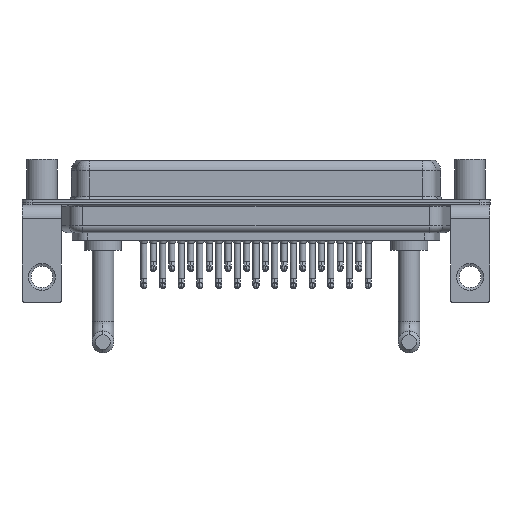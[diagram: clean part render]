
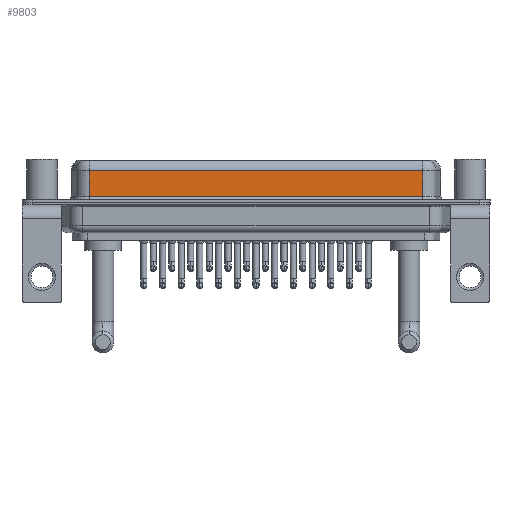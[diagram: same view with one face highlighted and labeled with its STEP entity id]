
A CAD part, front view. The second image highlights one B-rep face of the part: STEP entity #9803.
In plain terms, the highlighted planar face has unit normal (0, -1, 0).
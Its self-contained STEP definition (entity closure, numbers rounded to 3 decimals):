
#215 = LINE ( 'NONE', #12395, #27267 ) ;
#384 = VECTOR ( 'NONE', #16393, 1000. ) ;
#743 = VERTEX_POINT ( 'NONE', #21963 ) ;
#1548 = ORIENTED_EDGE ( 'NONE', *, *, #2620, .T. ) ;
#2620 = EDGE_CURVE ( 'NONE', #6750, #743, #22350, .T. ) ;
#3332 = VECTOR ( 'NONE', #22241, 1000. ) ;
#5086 = CARTESIAN_POINT ( 'NONE',  ( 56.462, -3.95, 6.4 ) ) ;
#5927 = DIRECTION ( 'NONE',  ( 0., 1., 0. ) ) ;
#6750 = VERTEX_POINT ( 'NONE', #23745 ) ;
#7641 = EDGE_LOOP ( 'NONE', ( #20107, #27004, #1548, #17771 ) ) ;
#8413 = CARTESIAN_POINT ( 'NONE',  ( 56.462, -3.95, 6.4 ) ) ;
#9803 = ADVANCED_FACE ( 'NONE', ( #16451 ), #24887, .F. ) ;
#11364 = VECTOR ( 'NONE', #13526, 1000. ) ;
#11439 = CARTESIAN_POINT ( 'NONE',  ( 56.462, -3.95, 4.65 ) ) ;
#11476 = VERTEX_POINT ( 'NONE', #21002 ) ;
#12395 = CARTESIAN_POINT ( 'NONE',  ( 56.462, -3.95, 0.9 ) ) ;
#13519 = CARTESIAN_POINT ( 'NONE',  ( 56.462, -3.95, 4.65 ) ) ;
#13526 = DIRECTION ( 'NONE',  ( 0., 0., -1. ) ) ;
#15253 = EDGE_CURVE ( 'NONE', #17933, #6750, #21401, .T. ) ;
#16393 = DIRECTION ( 'NONE',  ( 0., 0., -1. ) ) ;
#16451 = FACE_OUTER_BOUND ( 'NONE', #7641, .T. ) ;
#16835 = AXIS2_PLACEMENT_3D ( 'NONE', #8413, #5927, #18374 ) ;
#17771 = ORIENTED_EDGE ( 'NONE', *, *, #19401, .T. ) ;
#17933 = VERTEX_POINT ( 'NONE', #13519 ) ;
#18192 = CARTESIAN_POINT ( 'NONE',  ( 7.038, -3.95, 6.4 ) ) ;
#18374 = DIRECTION ( 'NONE',  ( 0., 0., 1. ) ) ;
#19261 = EDGE_CURVE ( 'NONE', #17933, #11476, #24038, .T. ) ;
#19401 = EDGE_CURVE ( 'NONE', #743, #11476, #215, .T. ) ;
#20107 = ORIENTED_EDGE ( 'NONE', *, *, #19261, .F. ) ;
#21002 = CARTESIAN_POINT ( 'NONE',  ( 56.462, -3.95, 0.9 ) ) ;
#21233 = DIRECTION ( 'NONE',  ( 1., 0., 0. ) ) ;
#21401 = LINE ( 'NONE', #11439, #3332 ) ;
#21963 = CARTESIAN_POINT ( 'NONE',  ( 7.038, -3.95, 0.9 ) ) ;
#22241 = DIRECTION ( 'NONE',  ( -1., 0., 0. ) ) ;
#22350 = LINE ( 'NONE', #18192, #384 ) ;
#23745 = CARTESIAN_POINT ( 'NONE',  ( 7.038, -3.95, 4.65 ) ) ;
#24038 = LINE ( 'NONE', #5086, #11364 ) ;
#24887 = PLANE ( 'NONE',  #16835 ) ;
#27004 = ORIENTED_EDGE ( 'NONE', *, *, #15253, .T. ) ;
#27267 = VECTOR ( 'NONE', #21233, 1000. ) ;
